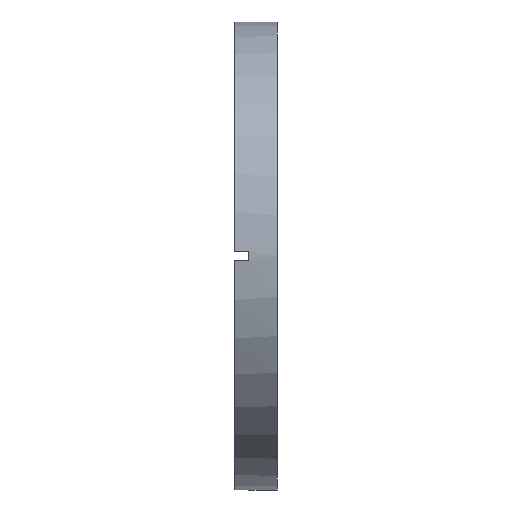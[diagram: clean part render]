
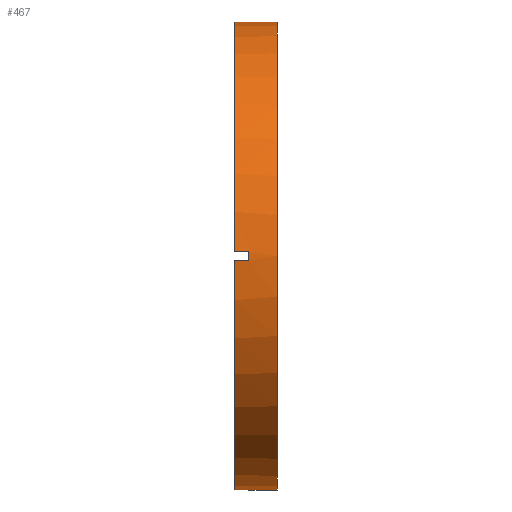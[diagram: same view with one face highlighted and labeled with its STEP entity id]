
A CAD part, front view. The second image highlights one B-rep face of the part: STEP entity #467.
In plain terms, the highlighted cylindrical face has radius 25 mm (diameter 50 mm), a partial arc.
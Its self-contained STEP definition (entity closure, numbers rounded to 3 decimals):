
#10 = DIRECTION ( 'NONE',  ( -1., 0., 0. ) ) ;
#40 = DIRECTION ( 'NONE',  ( 0., 0., 1. ) ) ;
#44 = CIRCLE ( 'NONE', #1127, 25. ) ;
#69 = CARTESIAN_POINT ( 'NONE',  ( -8.963, 0., 0. ) ) ;
#85 = AXIS2_PLACEMENT_3D ( 'NONE', #831, #113, #511 ) ;
#87 = CIRCLE ( 'NONE', #173, 25. ) ;
#89 = CARTESIAN_POINT ( 'NONE',  ( -2.184, 0., 0. ) ) ;
#103 = VERTEX_POINT ( 'NONE', #747 ) ;
#104 = CARTESIAN_POINT ( 'NONE',  ( -2.184, -24.995, 0.5 ) ) ;
#110 = VERTEX_POINT ( 'NONE', #764 ) ;
#113 = DIRECTION ( 'NONE',  ( -1., 0., 0. ) ) ;
#149 = CARTESIAN_POINT ( 'NONE',  ( -2.184, 0., -25. ) ) ;
#167 = DIRECTION ( 'NONE',  ( -1., 0., 0. ) ) ;
#173 = AXIS2_PLACEMENT_3D ( 'NONE', #89, #1074, #582 ) ;
#211 = LINE ( 'NONE', #727, #291 ) ;
#217 = AXIS2_PLACEMENT_3D ( 'NONE', #1028, #411, #893 ) ;
#221 = VECTOR ( 'NONE', #505, 1000. ) ;
#227 = VERTEX_POINT ( 'NONE', #104 ) ;
#235 = LINE ( 'NONE', #914, #221 ) ;
#246 = LINE ( 'NONE', #260, #816 ) ;
#247 = CARTESIAN_POINT ( 'NONE',  ( -8.963, -0.5, 24.995 ) ) ;
#258 = ORIENTED_EDGE ( 'NONE', *, *, #825, .T. ) ;
#260 = CARTESIAN_POINT ( 'NONE',  ( -8.963, -24.995, -0.5 ) ) ;
#264 = CARTESIAN_POINT ( 'NONE',  ( -3.684, 0., 0. ) ) ;
#282 = VERTEX_POINT ( 'NONE', #289 ) ;
#289 = CARTESIAN_POINT ( 'NONE',  ( -2.184, 0., 25. ) ) ;
#291 = VECTOR ( 'NONE', #1001, 1000. ) ;
#343 = DIRECTION ( 'NONE',  ( 1., 0., 0. ) ) ;
#348 = DIRECTION ( 'NONE',  ( -1., 0., 0. ) ) ;
#350 = VERTEX_POINT ( 'NONE', #515 ) ;
#355 = CARTESIAN_POINT ( 'NONE',  ( 0.816, 0., 25. ) ) ;
#368 = DIRECTION ( 'NONE',  ( 0., 0., 1. ) ) ;
#399 = VECTOR ( 'NONE', #1154, 1000. ) ;
#411 = DIRECTION ( 'NONE',  ( 1., 0., 0. ) ) ;
#414 = VERTEX_POINT ( 'NONE', #1029 ) ;
#415 = EDGE_CURVE ( 'NONE', #110, #1091, #211, .T. ) ;
#416 = EDGE_CURVE ( 'NONE', #110, #476, #767, .T. ) ;
#432 = CARTESIAN_POINT ( 'NONE',  ( -3.684, 0., 0. ) ) ;
#453 = DIRECTION ( 'NONE',  ( 1., 0., 0. ) ) ;
#459 = ORIENTED_EDGE ( 'NONE', *, *, #881, .T. ) ;
#467 = ADVANCED_FACE ( 'NONE', ( #1034 ), #935, .T. ) ;
#476 = VERTEX_POINT ( 'NONE', #355 ) ;
#485 = EDGE_CURVE ( 'NONE', #626, #1140, #745, .T. ) ;
#504 = VECTOR ( 'NONE', #10, 1000. ) ;
#505 = DIRECTION ( 'NONE',  ( 1., 0., 0. ) ) ;
#511 = DIRECTION ( 'NONE',  ( 0., 0., 1. ) ) ;
#515 = CARTESIAN_POINT ( 'NONE',  ( -3.684, -0.5, -24.995 ) ) ;
#538 = EDGE_CURVE ( 'NONE', #227, #678, #1265, .T. ) ;
#567 = ORIENTED_EDGE ( 'NONE', *, *, #415, .F. ) ;
#580 = ORIENTED_EDGE ( 'NONE', *, *, #1054, .T. ) ;
#582 = DIRECTION ( 'NONE',  ( 0., 0., -1. ) ) ;
#607 = CIRCLE ( 'NONE', #1215, 25. ) ;
#626 = VERTEX_POINT ( 'NONE', #1177 ) ;
#644 = EDGE_CURVE ( 'NONE', #282, #626, #87, .T. ) ;
#678 = VERTEX_POINT ( 'NONE', #973 ) ;
#704 = ORIENTED_EDGE ( 'NONE', *, *, #736, .F. ) ;
#727 = CARTESIAN_POINT ( 'NONE',  ( -8.963, 0., -25. ) ) ;
#730 = AXIS2_PLACEMENT_3D ( 'NONE', #69, #167, #40 ) ;
#736 = EDGE_CURVE ( 'NONE', #414, #1140, #44, .T. ) ;
#741 = DIRECTION ( 'NONE',  ( 0., 0., -1. ) ) ;
#745 = LINE ( 'NONE', #247, #399 ) ;
#747 = CARTESIAN_POINT ( 'NONE',  ( -2.184, -0.5, -24.995 ) ) ;
#764 = CARTESIAN_POINT ( 'NONE',  ( 0.816, 0., -25. ) ) ;
#767 = CIRCLE ( 'NONE', #85, 25. ) ;
#775 = CARTESIAN_POINT ( 'NONE',  ( -3.684, -0.5, 24.995 ) ) ;
#783 = ORIENTED_EDGE ( 'NONE', *, *, #538, .T. ) ;
#791 = ORIENTED_EDGE ( 'NONE', *, *, #644, .T. ) ;
#809 = CARTESIAN_POINT ( 'NONE',  ( -8.963, 0., 25. ) ) ;
#816 = VECTOR ( 'NONE', #348, 1000. ) ;
#823 = LINE ( 'NONE', #809, #504 ) ;
#825 = EDGE_CURVE ( 'NONE', #103, #1091, #1191, .T. ) ;
#831 = CARTESIAN_POINT ( 'NONE',  ( 0.816, 0., 0. ) ) ;
#837 = VECTOR ( 'NONE', #453, 1000. ) ;
#853 = LINE ( 'NONE', #1248, #837 ) ;
#859 = VERTEX_POINT ( 'NONE', #1013 ) ;
#861 = DIRECTION ( 'NONE',  ( -1., 0., 0. ) ) ;
#881 = EDGE_CURVE ( 'NONE', #476, #282, #823, .T. ) ;
#893 = DIRECTION ( 'NONE',  ( 0., 0., -1. ) ) ;
#911 = DIRECTION ( 'NONE',  ( -1., 0., 0. ) ) ;
#914 = CARTESIAN_POINT ( 'NONE',  ( -8.963, -0.5, -24.995 ) ) ;
#935 = CYLINDRICAL_SURFACE ( 'NONE', #730, 25. ) ;
#973 = CARTESIAN_POINT ( 'NONE',  ( -2.184, -24.995, -0.5 ) ) ;
#1001 = DIRECTION ( 'NONE',  ( -1., 0., 0. ) ) ;
#1013 = CARTESIAN_POINT ( 'NONE',  ( -3.684, -24.995, -0.5 ) ) ;
#1016 = EDGE_CURVE ( 'NONE', #350, #859, #607, .T. ) ;
#1022 = AXIS2_PLACEMENT_3D ( 'NONE', #1235, #343, #741 ) ;
#1028 = CARTESIAN_POINT ( 'NONE',  ( -2.184, 0., 0. ) ) ;
#1029 = CARTESIAN_POINT ( 'NONE',  ( -3.684, -24.995, 0.5 ) ) ;
#1030 = ORIENTED_EDGE ( 'NONE', *, *, #1016, .F. ) ;
#1034 = FACE_OUTER_BOUND ( 'NONE', #1271, .T. ) ;
#1035 = ORIENTED_EDGE ( 'NONE', *, *, #485, .T. ) ;
#1054 = EDGE_CURVE ( 'NONE', #678, #859, #246, .T. ) ;
#1059 = EDGE_CURVE ( 'NONE', #414, #227, #853, .T. ) ;
#1074 = DIRECTION ( 'NONE',  ( 1., 0., 0. ) ) ;
#1091 = VERTEX_POINT ( 'NONE', #149 ) ;
#1096 = DIRECTION ( 'NONE',  ( 0., 0., 1. ) ) ;
#1119 = ORIENTED_EDGE ( 'NONE', *, *, #1259, .T. ) ;
#1127 = AXIS2_PLACEMENT_3D ( 'NONE', #432, #911, #1096 ) ;
#1140 = VERTEX_POINT ( 'NONE', #775 ) ;
#1154 = DIRECTION ( 'NONE',  ( -1., 0., 0. ) ) ;
#1177 = CARTESIAN_POINT ( 'NONE',  ( -2.184, -0.5, 24.995 ) ) ;
#1191 = CIRCLE ( 'NONE', #217, 25. ) ;
#1215 = AXIS2_PLACEMENT_3D ( 'NONE', #264, #861, #368 ) ;
#1235 = CARTESIAN_POINT ( 'NONE',  ( -2.184, 0., 0. ) ) ;
#1248 = CARTESIAN_POINT ( 'NONE',  ( -8.963, -24.995, 0.5 ) ) ;
#1259 = EDGE_CURVE ( 'NONE', #350, #103, #235, .T. ) ;
#1262 = ORIENTED_EDGE ( 'NONE', *, *, #1059, .T. ) ;
#1265 = CIRCLE ( 'NONE', #1022, 25. ) ;
#1271 = EDGE_LOOP ( 'NONE', ( #567, #1276, #459, #791, #1035, #704, #1262, #783, #580, #1030, #1119, #258 ) ) ;
#1276 = ORIENTED_EDGE ( 'NONE', *, *, #416, .T. ) ;
